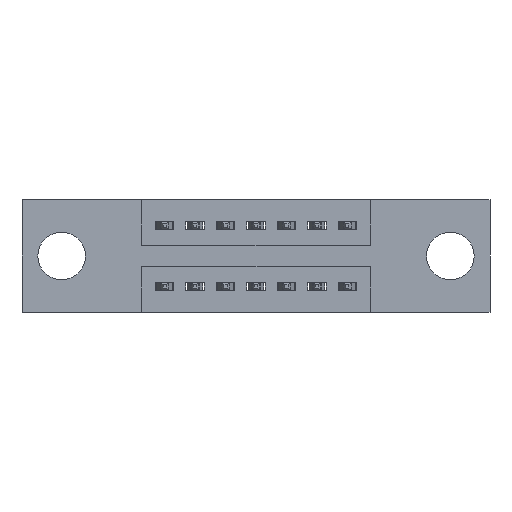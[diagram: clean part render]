
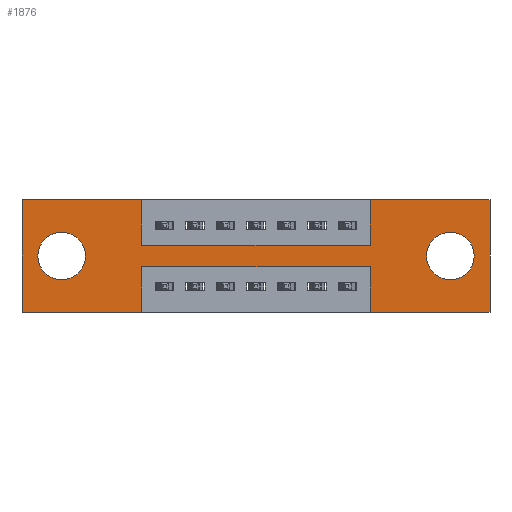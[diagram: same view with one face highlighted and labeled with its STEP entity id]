
A CAD part, front view. The second image highlights one B-rep face of the part: STEP entity #1876.
In plain terms, the highlighted planar face has unit normal (0, -1, 0).
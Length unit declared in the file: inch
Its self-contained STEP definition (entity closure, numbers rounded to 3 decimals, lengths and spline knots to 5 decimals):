
#15 = VECTOR ( 'NONE', #8782, 39.37008 ) ;
#38 = VERTEX_POINT ( 'NONE', #6442 ) ;
#73 = DIRECTION ( 'NONE',  ( 0., 0., 1. ) ) ;
#159 = EDGE_CURVE ( 'NONE', #3002, #9107, #4247, .T. ) ;
#192 = CARTESIAN_POINT ( 'NONE',  ( 0.13, 0., -0.107 ) ) ;
#327 = CARTESIAN_POINT ( 'NONE',  ( 0.3925, 0., -0.15 ) ) ;
#407 = LINE ( 'NONE', #5009, #8597 ) ;
#443 = EDGE_CURVE ( 'NONE', #4996, #6371, #5448, .T. ) ;
#596 = AXIS2_PLACEMENT_3D ( 'NONE', #2180, #4008, #9512 ) ;
#744 = CARTESIAN_POINT ( 'NONE',  ( 1.405, 0., -0.263 ) ) ;
#826 = VECTOR ( 'NONE', #7944, 39.37008 ) ;
#839 = CARTESIAN_POINT ( 'NONE',  ( 0., 0., -0.37 ) ) ;
#1239 = ORIENTED_EDGE ( 'NONE', *, *, #2542, .F. ) ;
#1344 = VERTEX_POINT ( 'NONE', #7115 ) ;
#1566 = ORIENTED_EDGE ( 'NONE', *, *, #10230, .F. ) ;
#1572 = VECTOR ( 'NONE', #7416, 39.37008 ) ;
#1662 = CARTESIAN_POINT ( 'NONE',  ( 0., 0., -0.37 ) ) ;
#1670 = ORIENTED_EDGE ( 'NONE', *, *, #4880, .F. ) ;
#1734 = EDGE_CURVE ( 'NONE', #9109, #4005, #4219, .T. ) ;
#1876 = ADVANCED_FACE ( 'NONE', ( #4462, #6151, #8280 ), #6412, .T. ) ;
#1887 = LINE ( 'NONE', #4109, #3388 ) ;
#2132 = EDGE_CURVE ( 'NONE', #4478, #4996, #7898, .T. ) ;
#2180 = CARTESIAN_POINT ( 'NONE',  ( 1.405, 0., -0.185 ) ) ;
#2351 = ORIENTED_EDGE ( 'NONE', *, *, #5837, .T. ) ;
#2542 = EDGE_CURVE ( 'NONE', #6371, #38, #9141, .T. ) ;
#2598 = VECTOR ( 'NONE', #9364, 39.37008 ) ;
#2688 = ORIENTED_EDGE ( 'NONE', *, *, #2132, .F. ) ;
#2863 = EDGE_CURVE ( 'NONE', #1344, #3002, #4024, .T. ) ;
#2879 = CARTESIAN_POINT ( 'NONE',  ( 1.535, 0., -0.37 ) ) ;
#2885 = CARTESIAN_POINT ( 'NONE',  ( 0., 0., -0.37 ) ) ;
#2922 = DIRECTION ( 'NONE',  ( 0., 0., -1. ) ) ;
#2936 = CARTESIAN_POINT ( 'NONE',  ( 0., 0., 0. ) ) ;
#3002 = VERTEX_POINT ( 'NONE', #9452 ) ;
#3125 = AXIS2_PLACEMENT_3D ( 'NONE', #1662, #7207, #7248 ) ;
#3258 = EDGE_CURVE ( 'NONE', #3362, #1344, #407, .T. ) ;
#3265 = VERTEX_POINT ( 'NONE', #4260 ) ;
#3362 = VERTEX_POINT ( 'NONE', #2879 ) ;
#3388 = VECTOR ( 'NONE', #4918, 39.37008 ) ;
#3478 = DIRECTION ( 'NONE',  ( -1., 0., 0. ) ) ;
#3531 = DIRECTION ( 'NONE',  ( 0., 1., 0. ) ) ;
#3771 = EDGE_LOOP ( 'NONE', ( #6811, #2351 ) ) ;
#3790 = CARTESIAN_POINT ( 'NONE',  ( 0., 0., 0. ) ) ;
#3802 = EDGE_CURVE ( 'NONE', #8980, #3265, #8456, .T. ) ;
#3805 = CARTESIAN_POINT ( 'NONE',  ( 0.3925, 0., 0. ) ) ;
#3871 = EDGE_CURVE ( 'NONE', #7407, #9525, #9188, .T. ) ;
#3879 = VERTEX_POINT ( 'NONE', #2885 ) ;
#3922 = ORIENTED_EDGE ( 'NONE', *, *, #6150, .F. ) ;
#4005 = VERTEX_POINT ( 'NONE', #6194 ) ;
#4008 = DIRECTION ( 'NONE',  ( 0., 1., 0. ) ) ;
#4024 = LINE ( 'NONE', #9267, #8351 ) ;
#4109 = CARTESIAN_POINT ( 'NONE',  ( 1.535, 0., 0. ) ) ;
#4135 = DIRECTION ( 'NONE',  ( 0., 1., 0. ) ) ;
#4219 = CIRCLE ( 'NONE', #596, 0.078 ) ;
#4233 = LINE ( 'NONE', #3805, #8171 ) ;
#4244 = EDGE_CURVE ( 'NONE', #4005, #9109, #8572, .T. ) ;
#4247 = LINE ( 'NONE', #5073, #6934 ) ;
#4260 = CARTESIAN_POINT ( 'NONE',  ( 0.3925, 0., 0. ) ) ;
#4291 = AXIS2_PLACEMENT_3D ( 'NONE', #7466, #3531, #4350 ) ;
#4350 = DIRECTION ( 'NONE',  ( 0., 0., 1. ) ) ;
#4462 = FACE_BOUND ( 'NONE', #7956, .T. ) ;
#4478 = VERTEX_POINT ( 'NONE', #5686 ) ;
#4541 = VECTOR ( 'NONE', #8013, 39.37008 ) ;
#4655 = LINE ( 'NONE', #5363, #7972 ) ;
#4880 = EDGE_CURVE ( 'NONE', #3265, #4478, #4233, .T. ) ;
#4918 = DIRECTION ( 'NONE',  ( 0., 0., -1. ) ) ;
#4996 = VERTEX_POINT ( 'NONE', #7102 ) ;
#5009 = CARTESIAN_POINT ( 'NONE',  ( 0., 0., -0.37 ) ) ;
#5025 = ORIENTED_EDGE ( 'NONE', *, *, #8399, .F. ) ;
#5073 = CARTESIAN_POINT ( 'NONE',  ( 0.3925, 0., -0.22 ) ) ;
#5233 = ORIENTED_EDGE ( 'NONE', *, *, #443, .F. ) ;
#5238 = ORIENTED_EDGE ( 'NONE', *, *, #3258, .F. ) ;
#5283 = CARTESIAN_POINT ( 'NONE',  ( 0.13, 0., -0.185 ) ) ;
#5363 = CARTESIAN_POINT ( 'NONE',  ( 0.3925, 0., -0.37 ) ) ;
#5421 = CARTESIAN_POINT ( 'NONE',  ( 0.3925, 0., -0.22 ) ) ;
#5448 = LINE ( 'NONE', #7170, #15 ) ;
#5482 = CARTESIAN_POINT ( 'NONE',  ( 0.13, 0., -0.263 ) ) ;
#5541 = CIRCLE ( 'NONE', #4291, 0.078 ) ;
#5571 = CARTESIAN_POINT ( 'NONE',  ( 0.3925, 0., -0.37 ) ) ;
#5686 = CARTESIAN_POINT ( 'NONE',  ( 0.3925, 0., -0.15 ) ) ;
#5837 = EDGE_CURVE ( 'NONE', #9525, #7407, #5541, .T. ) ;
#5856 = DIRECTION ( 'NONE',  ( -1., 0., 0. ) ) ;
#6086 = DIRECTION ( 'NONE',  ( 0., 1., 0. ) ) ;
#6150 = EDGE_CURVE ( 'NONE', #3879, #8980, #8528, .T. ) ;
#6151 = FACE_BOUND ( 'NONE', #3771, .T. ) ;
#6194 = CARTESIAN_POINT ( 'NONE',  ( 1.405, 0., -0.107 ) ) ;
#6210 = CARTESIAN_POINT ( 'NONE',  ( 0., 0., 0. ) ) ;
#6371 = VERTEX_POINT ( 'NONE', #9787 ) ;
#6412 = PLANE ( 'NONE',  #3125 ) ;
#6442 = CARTESIAN_POINT ( 'NONE',  ( 1.535, 0., 0. ) ) ;
#6457 = CARTESIAN_POINT ( 'NONE',  ( 1.405, 0., -0.185 ) ) ;
#6811 = ORIENTED_EDGE ( 'NONE', *, *, #3871, .T. ) ;
#6934 = VECTOR ( 'NONE', #3478, 39.37008 ) ;
#7017 = VERTEX_POINT ( 'NONE', #5571 ) ;
#7102 = CARTESIAN_POINT ( 'NONE',  ( 1.1425, 0., -0.15 ) ) ;
#7115 = CARTESIAN_POINT ( 'NONE',  ( 1.1425, 0., -0.37 ) ) ;
#7147 = VECTOR ( 'NONE', #73, 39.37008 ) ;
#7170 = CARTESIAN_POINT ( 'NONE',  ( 1.1425, 0., 0. ) ) ;
#7173 = EDGE_LOOP ( 'NONE', ( #7330, #9239, #9290, #5238, #1566, #1239, #5233, #2688, #1670, #7574, #3922, #5025 ) ) ;
#7207 = DIRECTION ( 'NONE',  ( 0., -1., 0. ) ) ;
#7231 = DIRECTION ( 'NONE',  ( 0., 0., -1. ) ) ;
#7248 = DIRECTION ( 'NONE',  ( 0., 0., -1. ) ) ;
#7330 = ORIENTED_EDGE ( 'NONE', *, *, #10005, .F. ) ;
#7407 = VERTEX_POINT ( 'NONE', #192 ) ;
#7416 = DIRECTION ( 'NONE',  ( 1., 0., 0. ) ) ;
#7466 = CARTESIAN_POINT ( 'NONE',  ( 0.13, 0., -0.185 ) ) ;
#7513 = AXIS2_PLACEMENT_3D ( 'NONE', #6457, #4135, #7231 ) ;
#7574 = ORIENTED_EDGE ( 'NONE', *, *, #3802, .F. ) ;
#7599 = DIRECTION ( 'NONE',  ( 0., 0., 1. ) ) ;
#7657 = DIRECTION ( 'NONE',  ( 0., 0., -1. ) ) ;
#7861 = LINE ( 'NONE', #839, #4541 ) ;
#7898 = LINE ( 'NONE', #327, #1572 ) ;
#7910 = AXIS2_PLACEMENT_3D ( 'NONE', #5283, #6086, #9232 ) ;
#7944 = DIRECTION ( 'NONE',  ( 1., 0., 0. ) ) ;
#7956 = EDGE_LOOP ( 'NONE', ( #9698, #9405 ) ) ;
#7972 = VECTOR ( 'NONE', #7657, 39.37008 ) ;
#8013 = DIRECTION ( 'NONE',  ( -1., 0., 0. ) ) ;
#8020 = CARTESIAN_POINT ( 'NONE',  ( 0., 0., 0. ) ) ;
#8171 = VECTOR ( 'NONE', #2922, 39.37008 ) ;
#8280 = FACE_OUTER_BOUND ( 'NONE', #7173, .T. ) ;
#8351 = VECTOR ( 'NONE', #7599, 39.37008 ) ;
#8399 = EDGE_CURVE ( 'NONE', #7017, #3879, #7861, .T. ) ;
#8456 = LINE ( 'NONE', #3790, #2598 ) ;
#8528 = LINE ( 'NONE', #8020, #7147 ) ;
#8572 = CIRCLE ( 'NONE', #7513, 0.078 ) ;
#8597 = VECTOR ( 'NONE', #5856, 39.37008 ) ;
#8782 = DIRECTION ( 'NONE',  ( 0., 0., 1. ) ) ;
#8980 = VERTEX_POINT ( 'NONE', #2936 ) ;
#9107 = VERTEX_POINT ( 'NONE', #5421 ) ;
#9109 = VERTEX_POINT ( 'NONE', #744 ) ;
#9141 = LINE ( 'NONE', #6210, #826 ) ;
#9188 = CIRCLE ( 'NONE', #7910, 0.078 ) ;
#9232 = DIRECTION ( 'NONE',  ( 0., 0., 1. ) ) ;
#9239 = ORIENTED_EDGE ( 'NONE', *, *, #159, .F. ) ;
#9267 = CARTESIAN_POINT ( 'NONE',  ( 1.1425, 0., -0.37 ) ) ;
#9290 = ORIENTED_EDGE ( 'NONE', *, *, #2863, .F. ) ;
#9364 = DIRECTION ( 'NONE',  ( 1., 0., 0. ) ) ;
#9405 = ORIENTED_EDGE ( 'NONE', *, *, #1734, .T. ) ;
#9452 = CARTESIAN_POINT ( 'NONE',  ( 1.1425, 0., -0.22 ) ) ;
#9512 = DIRECTION ( 'NONE',  ( 0., 0., -1. ) ) ;
#9525 = VERTEX_POINT ( 'NONE', #5482 ) ;
#9698 = ORIENTED_EDGE ( 'NONE', *, *, #4244, .T. ) ;
#9787 = CARTESIAN_POINT ( 'NONE',  ( 1.1425, 0., 0. ) ) ;
#10005 = EDGE_CURVE ( 'NONE', #9107, #7017, #4655, .T. ) ;
#10230 = EDGE_CURVE ( 'NONE', #38, #3362, #1887, .T. ) ;
